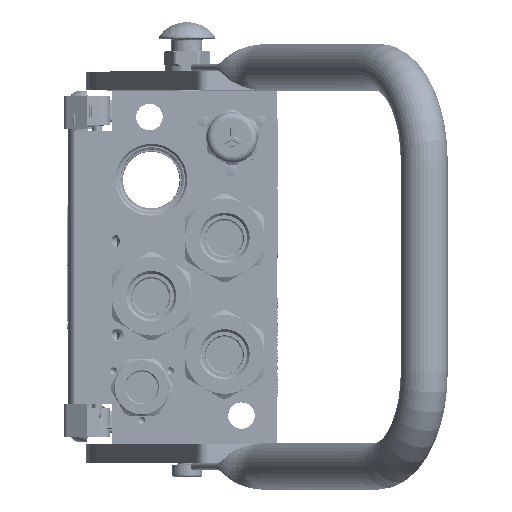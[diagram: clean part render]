
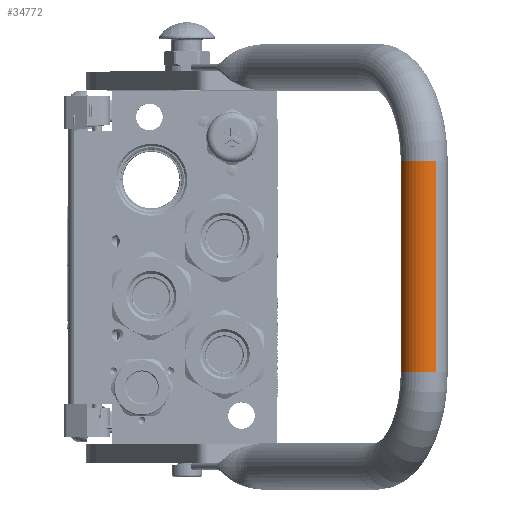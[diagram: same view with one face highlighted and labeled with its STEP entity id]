
A CAD part, top view. The second image highlights one B-rep face of the part: STEP entity #34772.
In plain terms, the highlighted cylindrical face has radius 12.5 mm (diameter 25 mm), a partial arc.
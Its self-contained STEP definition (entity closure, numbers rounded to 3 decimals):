
#3569 = CYLINDRICAL_SURFACE ( 'NONE', #154655, 12.5 ) ;
#4717 = VERTEX_POINT ( 'NONE', #42669 ) ;
#15345 = ORIENTED_EDGE ( 'NONE', *, *, #178478, .T. ) ;
#19367 = EDGE_CURVE ( 'NONE', #195068, #135751, #72159, .T. ) ;
#19663 = ORIENTED_EDGE ( 'NONE', *, *, #19367, .F. ) ;
#21113 = FACE_OUTER_BOUND ( 'NONE', #133732, .T. ) ;
#22497 = VECTOR ( 'NONE', #38955, 1000. ) ;
#28632 = EDGE_CURVE ( 'NONE', #135751, #78172, #156464, .T. ) ;
#34772 = ADVANCED_FACE ( 'NONE', ( #21113 ), #3569, .T. ) ;
#38955 = DIRECTION ( 'NONE',  ( 1., 0., 0. ) ) ;
#42669 = CARTESIAN_POINT ( 'NONE',  ( -56.25, 0., 155. ) ) ;
#47680 = DIRECTION ( 'NONE',  ( 1., 0., 0. ) ) ;
#66583 = CARTESIAN_POINT ( 'NONE',  ( 56.25, 0., 167.5 ) ) ;
#67063 = CARTESIAN_POINT ( 'NONE',  ( -56.25, 0., 155. ) ) ;
#67132 = DIRECTION ( 'NONE',  ( 0., 0., -1. ) ) ;
#70930 = ORIENTED_EDGE ( 'NONE', *, *, #72445, .T. ) ;
#72159 = LINE ( 'NONE', #205912, #142569 ) ;
#72445 = EDGE_CURVE ( 'NONE', #195068, #4717, #184850, .T. ) ;
#75158 = ORIENTED_EDGE ( 'NONE', *, *, #28632, .F. ) ;
#77699 = LINE ( 'NONE', #67063, #22497 ) ;
#78172 = VERTEX_POINT ( 'NONE', #98881 ) ;
#82751 = DIRECTION ( 'NONE',  ( 0., 0., 1. ) ) ;
#83099 = CARTESIAN_POINT ( 'NONE',  ( -56.25, 0., 167.5 ) ) ;
#96222 = CARTESIAN_POINT ( 'NONE',  ( 56.25, 0., 180. ) ) ;
#98803 = DIRECTION ( 'NONE',  ( -1., 0., 0. ) ) ;
#98881 = CARTESIAN_POINT ( 'NONE',  ( 56.25, 0., 155. ) ) ;
#105710 = AXIS2_PLACEMENT_3D ( 'NONE', #83099, #150566, #196370 ) ;
#133212 = CARTESIAN_POINT ( 'NONE',  ( -56.25, 0., 167.5 ) ) ;
#133732 = EDGE_LOOP ( 'NONE', ( #15345, #75158, #19663, #70930 ) ) ;
#135751 = VERTEX_POINT ( 'NONE', #96222 ) ;
#142569 = VECTOR ( 'NONE', #47680, 1000. ) ;
#150566 = DIRECTION ( 'NONE',  ( 1., 0., 0. ) ) ;
#154655 = AXIS2_PLACEMENT_3D ( 'NONE', #133212, #98803, #67132 ) ;
#156464 = CIRCLE ( 'NONE', #187731, 12.5 ) ;
#175827 = CARTESIAN_POINT ( 'NONE',  ( -56.25, 0., 180. ) ) ;
#178478 = EDGE_CURVE ( 'NONE', #4717, #78172, #77699, .T. ) ;
#179136 = DIRECTION ( 'NONE',  ( 1., 0., 0. ) ) ;
#184850 = CIRCLE ( 'NONE', #105710, 12.5 ) ;
#187731 = AXIS2_PLACEMENT_3D ( 'NONE', #66583, #179136, #82751 ) ;
#195068 = VERTEX_POINT ( 'NONE', #175827 ) ;
#196370 = DIRECTION ( 'NONE',  ( 0., 0., 1. ) ) ;
#205912 = CARTESIAN_POINT ( 'NONE',  ( -56.25, 0., 180. ) ) ;
